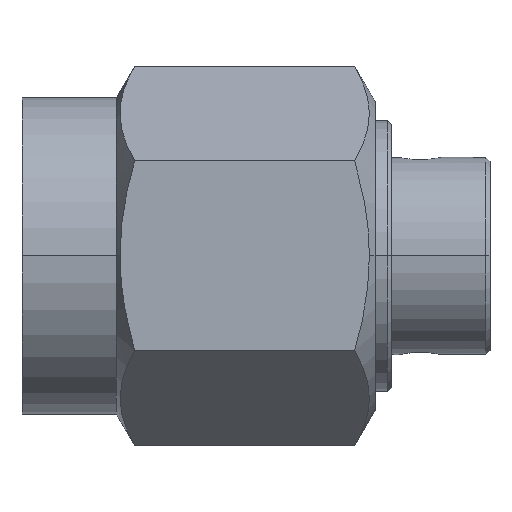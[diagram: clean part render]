
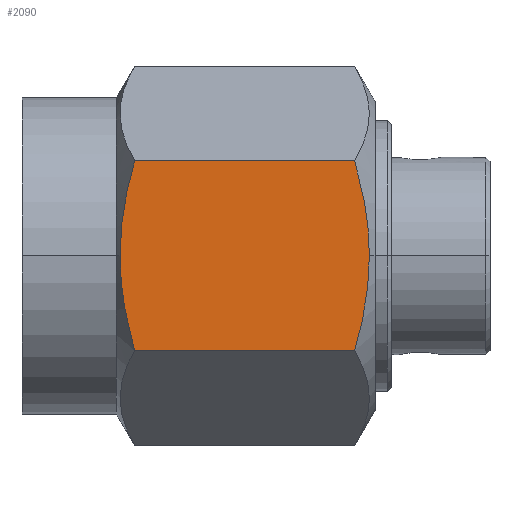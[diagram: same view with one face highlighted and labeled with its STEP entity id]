
A CAD part, top view. The second image highlights one B-rep face of the part: STEP entity #2090.
In plain terms, the highlighted face is planar.
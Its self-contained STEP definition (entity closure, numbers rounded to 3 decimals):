
#32 = CARTESIAN_POINT ( 'NONE',  ( 4.001, 2.31, 1.4 ) ) ;
#48 = B_SPLINE_CURVE_WITH_KNOTS ( 'NONE', 3,
 ( #2422, #782, #2458, #555, #1962, #2931 ),
 .UNSPECIFIED., .F., .F.,
 ( 4, 2, 4 ),
 ( 0.002, 0.003, 0.004 ),
 .UNSPECIFIED. ) ;
#166 = CARTESIAN_POINT ( 'NONE',  ( 4.001, 2.31, -8.105 ) ) ;
#183 = CARTESIAN_POINT ( 'NONE',  ( 4.001, -2.31, -8.105 ) ) ;
#254 = DIRECTION ( 'NONE',  ( 0., 0., -1. ) ) ;
#272 = VERTEX_POINT ( 'NONE', #996 ) ;
#279 = PLANE ( 'NONE',  #2938 ) ;
#323 = ORIENTED_EDGE ( 'NONE', *, *, #3049, .T. ) ;
#368 = CARTESIAN_POINT ( 'NONE',  ( 4.001, 1.558, -2.547 ) ) ;
#418 = CARTESIAN_POINT ( 'NONE',  ( 4.001, 0., -8.462 ) ) ;
#463 = FACE_OUTER_BOUND ( 'NONE', #1719, .T. ) ;
#468 = EDGE_CURVE ( 'NONE', #272, #1671, #1474, .T. ) ;
#472 = CARTESIAN_POINT ( 'NONE',  ( 4.001, -2.31, -8.105 ) ) ;
#482 = ORIENTED_EDGE ( 'NONE', *, *, #2645, .F. ) ;
#555 = CARTESIAN_POINT ( 'NONE',  ( 4.001, 0.786, -8.427 ) ) ;
#602 = CARTESIAN_POINT ( 'NONE',  ( 4.001, 0., -2.387 ) ) ;
#615 = VECTOR ( 'NONE', #254, 1000. ) ;
#691 = CARTESIAN_POINT ( 'NONE',  ( 4.001, -0.39, -2.387 ) ) ;
#751 = VERTEX_POINT ( 'NONE', #844 ) ;
#782 = CARTESIAN_POINT ( 'NONE',  ( 4.001, 1.936, -8.212 ) ) ;
#844 = CARTESIAN_POINT ( 'NONE',  ( 4.001, -2.31, -2.745 ) ) ;
#869 = DIRECTION ( 'NONE',  ( 0., 0., -1. ) ) ;
#907 = EDGE_CURVE ( 'NONE', #1371, #3034, #1942, .T. ) ;
#996 = CARTESIAN_POINT ( 'NONE',  ( 4.001, 0., -2.387 ) ) ;
#1072 = CARTESIAN_POINT ( 'NONE',  ( 4.001, 2.31, -2.745 ) ) ;
#1097 = EDGE_CURVE ( 'NONE', #2680, #1371, #48, .T. ) ;
#1190 = CARTESIAN_POINT ( 'NONE',  ( 4.001, -0.39, -8.462 ) ) ;
#1324 = VECTOR ( 'NONE', #869, 1000. ) ;
#1371 = VERTEX_POINT ( 'NONE', #418 ) ;
#1417 = CARTESIAN_POINT ( 'NONE',  ( 4.001, -0.778, -8.428 ) ) ;
#1429 = CARTESIAN_POINT ( 'NONE',  ( 4.001, -1.55, -8.304 ) ) ;
#1474 = B_SPLINE_CURVE_WITH_KNOTS ( 'NONE', 3,
 ( #602, #2750, #1778, #368, #2015, #1072 ),
 .UNSPECIFIED., .F., .F.,
 ( 4, 2, 4 ),
 ( 0.006, 0.008, 0.009 ),
 .UNSPECIFIED. ) ;
#1630 = CARTESIAN_POINT ( 'NONE',  ( 4.001, -2.31, -2.745 ) ) ;
#1671 = VERTEX_POINT ( 'NONE', #1877 ) ;
#1719 = EDGE_LOOP ( 'NONE', ( #323, #2655, #1772, #482, #1827, #2636 ) ) ;
#1742 = B_SPLINE_CURVE_WITH_KNOTS ( 'NONE', 3,
 ( #1630, #2329, #2564, #2094, #691, #2342 ),
 .UNSPECIFIED., .F., .F.,
 ( 4, 2, 4 ),
 ( 0.004, 0.005, 0.006 ),
 .UNSPECIFIED. ) ;
#1772 = ORIENTED_EDGE ( 'NONE', *, *, #1097, .F. ) ;
#1778 = CARTESIAN_POINT ( 'NONE',  ( 4.001, 0.786, -2.422 ) ) ;
#1827 = ORIENTED_EDGE ( 'NONE', *, *, #468, .F. ) ;
#1876 = DIRECTION ( 'NONE',  ( 1., 0., 0. ) ) ;
#1877 = CARTESIAN_POINT ( 'NONE',  ( 4.001, 2.31, -2.745 ) ) ;
#1942 = B_SPLINE_CURVE_WITH_KNOTS ( 'NONE', 3,
 ( #2591, #1190, #1417, #1429, #2984, #472 ),
 .UNSPECIFIED., .F., .F.,
 ( 4, 2, 4 ),
 ( 0.004, 0.005, 0.006 ),
 .UNSPECIFIED. ) ;
#1962 = CARTESIAN_POINT ( 'NONE',  ( 4.001, 0.391, -8.462 ) ) ;
#2001 = LINE ( 'NONE', #2418, #615 ) ;
#2015 = CARTESIAN_POINT ( 'NONE',  ( 4.001, 1.936, -2.637 ) ) ;
#2016 = CARTESIAN_POINT ( 'NONE',  ( 4.001, 2.31, 1.4 ) ) ;
#2090 = ADVANCED_FACE ( 'NONE', ( #463 ), #279, .T. ) ;
#2094 = CARTESIAN_POINT ( 'NONE',  ( 4.001, -0.778, -2.421 ) ) ;
#2201 = LINE ( 'NONE', #2016, #1324 ) ;
#2329 = CARTESIAN_POINT ( 'NONE',  ( 4.001, -1.934, -2.636 ) ) ;
#2342 = CARTESIAN_POINT ( 'NONE',  ( 4.001, 0., -2.387 ) ) ;
#2365 = DIRECTION ( 'NONE',  ( 0., -1., 0. ) ) ;
#2418 = CARTESIAN_POINT ( 'NONE',  ( 4.001, -2.31, 1.4 ) ) ;
#2422 = CARTESIAN_POINT ( 'NONE',  ( 4.001, 2.31, -8.105 ) ) ;
#2458 = CARTESIAN_POINT ( 'NONE',  ( 4.001, 1.558, -8.302 ) ) ;
#2564 = CARTESIAN_POINT ( 'NONE',  ( 4.001, -1.55, -2.545 ) ) ;
#2591 = CARTESIAN_POINT ( 'NONE',  ( 4.001, 0., -8.462 ) ) ;
#2636 = ORIENTED_EDGE ( 'NONE', *, *, #2824, .F. ) ;
#2645 = EDGE_CURVE ( 'NONE', #1671, #2680, #2201, .T. ) ;
#2655 = ORIENTED_EDGE ( 'NONE', *, *, #907, .F. ) ;
#2680 = VERTEX_POINT ( 'NONE', #166 ) ;
#2750 = CARTESIAN_POINT ( 'NONE',  ( 4.001, 0.391, -2.387 ) ) ;
#2824 = EDGE_CURVE ( 'NONE', #751, #272, #1742, .T. ) ;
#2931 = CARTESIAN_POINT ( 'NONE',  ( 4.001, 0., -8.462 ) ) ;
#2938 = AXIS2_PLACEMENT_3D ( 'NONE', #32, #1876, #2365 ) ;
#2984 = CARTESIAN_POINT ( 'NONE',  ( 4.001, -1.934, -8.213 ) ) ;
#3034 = VERTEX_POINT ( 'NONE', #183 ) ;
#3049 = EDGE_CURVE ( 'NONE', #751, #3034, #2001, .T. ) ;
